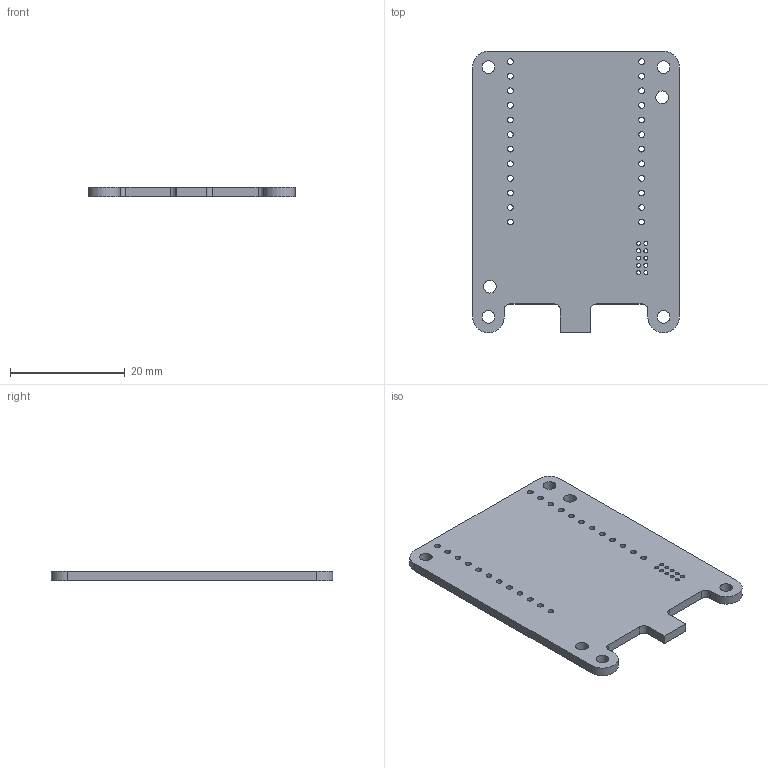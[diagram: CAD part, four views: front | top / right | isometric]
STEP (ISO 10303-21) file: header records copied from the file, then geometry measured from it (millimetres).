
FILE_DESCRIPTION(('KiCad electronic assembly'),'2;1');
FILE_NAME('sniffer.step','2023-01-02T18:23:59',('Pcbnew'),('Kicad'), 'Open CASCADE STEP processor 7.6','KiCad to STEP converter','Unknown' );
FILE_SCHEMA(('AUTOMOTIVE_DESIGN { 1 0 10303 214 1 1 1 1 }'));
Length unit declared in the file: millimetre
Products named in the file (2): sniffer 1; _autosave-sniffer PCB
Assembly tree (1 placements, depth 2):
  sniffer 1
    _autosave-sniffer PCB
Bounding box: 36 x 49 x 1.6 mm (x, y, z)
Volume: 2577.4 mm3; surface area: 3733.8 mm2
Topology: 1 solids, 1 shells, 60 faces, 174 edges, 116 vertices
Faces by surface type: cylinder 48, plane 12
Full cylindrical faces by diameter (mm): 0.7 x10, 1 x24, 2.2 x6
Entity records: 4503 total; most frequent: DIRECTION 742, CARTESIAN_POINT 700, ORIENTED_EDGE 348, PCURVE 348, DEFINITIONAL_REPRESENTATION 348, LINE 330, VECTOR 330, CIRCLE 192
